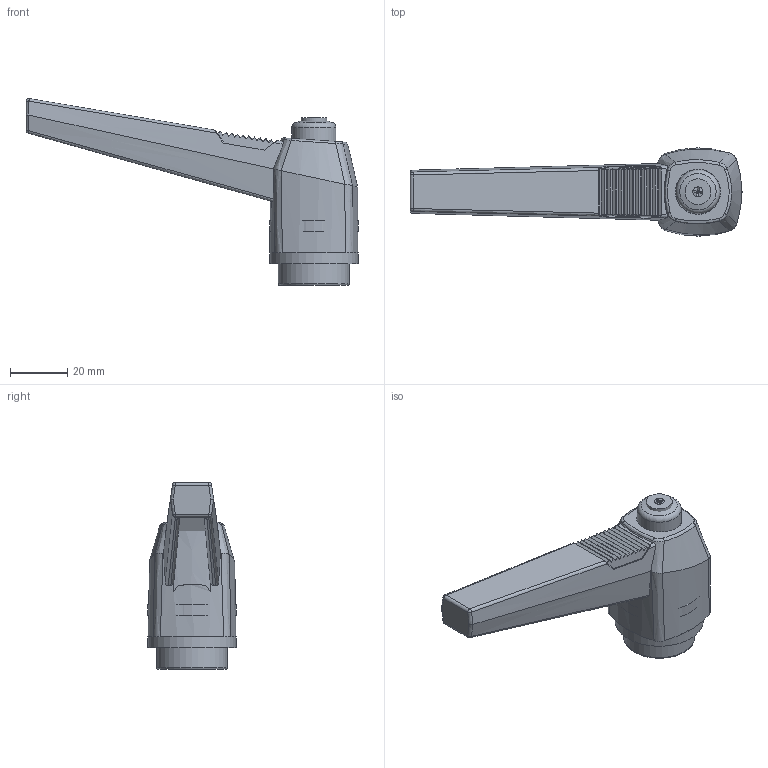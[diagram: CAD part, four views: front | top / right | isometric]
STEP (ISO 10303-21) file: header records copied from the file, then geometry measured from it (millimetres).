
FILE_DESCRIPTION( ( 'Unknown' ), '1' );
FILE_NAME( '6358010_KRB100.stp', 'Unknown', ( 'Unknown' ), ( 'Unknown' ), 'XStep 1.0', 'Unknown', ' ' );
FILE_SCHEMA( ( 'CONFIG_CONTROL_DESIGN' ) );
Length unit declared in the file: millimetre
Products named in the file (6): Assem1; 1801026; Mozzo_100_foro14; Auto_04x021.5; Bottone100; krb100
Bounding box: 115.72 x 30.73 x 65.12 mm (x, y, z)
Volume: 86957.9 mm3; surface area: 51783.9 mm2
Topology: 10 solids, 10 shells, 654 faces, 1564 edges, 878 vertices
Faces by surface type: bspline 282, cylinder 178, plane 166, sphere 16, torus 8, cone 4
Full cylindrical faces by diameter (mm): 3.5 x2, 3.87 x2, 4.9 x2, 6.1 x2, 7.25 x2, 7.9 x2, 9 x4, 10.2 x2, 10.88 x2, 11 x2, 14 x4, 15 x6, 15.34 x2, 15.77 x2, 16 x2, 19.6 x2, 22.38 x2, 24.4 x2, 24.5 x2, 24.73 x2, 30.73 x2
Entity records: 13627 total; most frequent: CARTESIAN_POINT 6917, ORIENTED_EDGE 1382, DIRECTION 1236, EDGE_CURVE 691, AXIS2_PLACEMENT_3D 526, VERTEX_POINT 426, EDGE_LOOP 381, FACE_OUTER_BOUND 358
